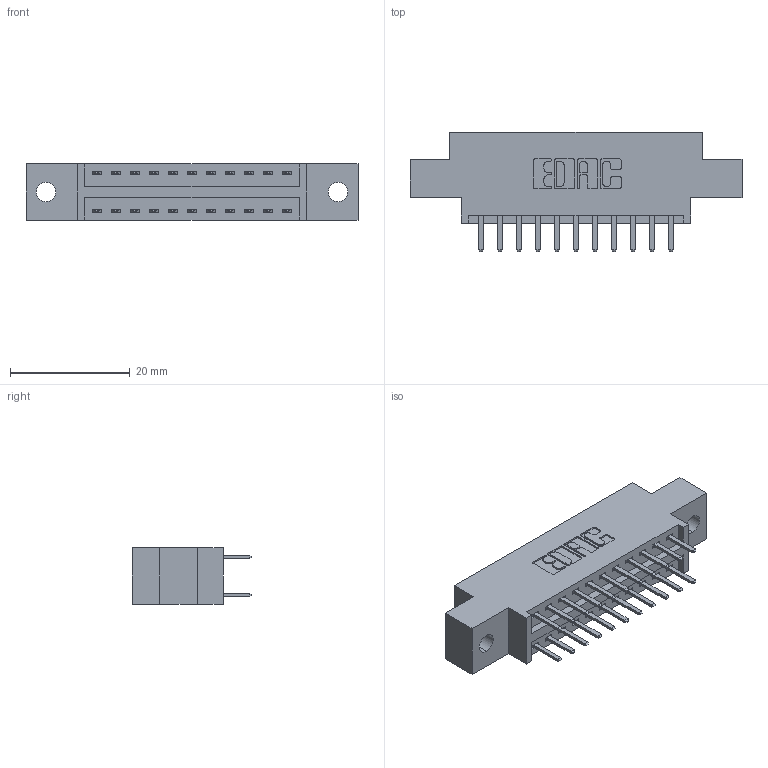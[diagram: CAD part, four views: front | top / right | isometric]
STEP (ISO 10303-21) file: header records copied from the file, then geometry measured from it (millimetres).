
FILE_DESCRIPTION (( 'STEP AP203' ), '1' );
FILE_NAME ('346-022-520-802.STEP', '2022-05-18T20:39:21', ( '' ), ( '' ), 'SwSTEP 2.0', 'SolidWorks 2020', '' );
FILE_SCHEMA (( 'CONFIG_CONTROL_DESIGN' ));
Length unit declared in the file: inch
Products named in the file (3): 346 Part_0.170 Offset - 0.128 Dia; 345-292-001_345-293-120; 346-022-520-802
Assembly tree (23 placements, depth 2):
  346-022-520-802
    346 Part_0.170 Offset - 0.128 Dia
    345-292-001_345-293-120  x22
Bounding box: 55.5 x 20.02 x 9.4 mm (x, y, z)
Volume: 4970.1 mm3; surface area: 6232.2 mm2
Topology: 23 solids, 23 shells, 1358 faces, 3927 edges, 2558 vertices
Faces by surface type: plane 894, cylinder 464
Entity records: 11601 total; most frequent: CARTESIAN_POINT 1968, ORIENTED_EDGE 1890, DIRECTION 1773, EDGE_CURVE 945, LINE 765, VECTOR 765, VERTEX_POINT 626, AXIS2_PLACEMENT_3D 504
